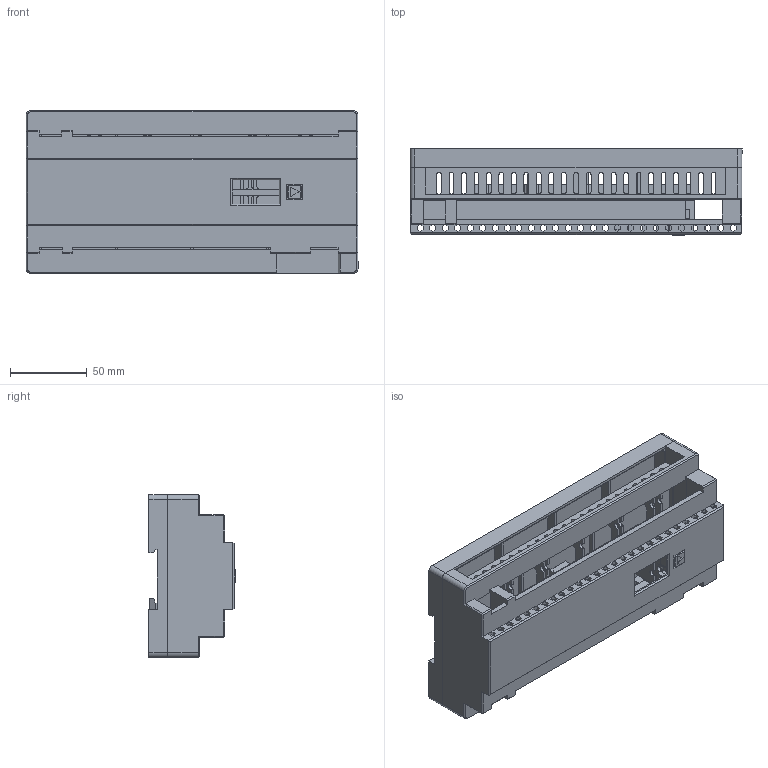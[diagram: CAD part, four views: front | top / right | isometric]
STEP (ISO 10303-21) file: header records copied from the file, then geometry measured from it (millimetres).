
FILE_DESCRIPTION(/* description */ ('Uzupełnij opis PL (Uzupełnij opis EN)'),/* implementation_level */ '2;1');
FILE_NAME(/* name */ 'Case boneIO ESP.stp',/* time_stamp */ '2022-05-18T07:00:17+02:00',/* author */ ('mariusz.rubach'),/* organization */ ('boneIO.eu'),/* preprocessor_version */ 'ST-DEVELOPER v18.1',/* originating_system */ 'Autodesk Inventor 2022',/* authorisation */ '');
FILE_SCHEMA (('AUTOMOTIVE_DESIGN { 1 0 10303 214 3 1 1 }'));
Products named in the file (9): boneIO_ESP_ full assembly; case_back_Expansion_ESP; button; case_front_ESP v0.2; clips v2; lock_pin; AN745 3x20; spacer_relay_24x16A; spacer_relay_32x5A
Assembly tree (13 placements, depth 2):
  boneIO_ESP_ full assembly
    case_back_Expansion_ESP
    button
    case_front_ESP v0.2
    clips v2  x2
    lock_pin  x2
    AN745 3x20  x4
    spacer_relay_24x16A
    spacer_relay_32x5A
Bounding box: 216 x 56.27 x 105.8 mm (x, y, z)
Volume: 254304.2 mm3; surface area: 198089.4 mm2
Topology: 13 solids, 13 shells, 1520 faces, 4489 edges, 2875 vertices
Faces by surface type: plane 1036, cylinder 332, bspline 112, cone 24, torus 12, sphere 4
Full cylindrical faces by diameter (mm): 2.125 x4, 2.5 x8, 2.8 x4, 2.94 x4, 3.5 x4, 5 x1, 5.6 x4, 6.5 x4
Entity records: 63001 total; most frequent: CARTESIAN_POINT 27389, ORIENTED_EDGE 7720, DIRECTION 6916, EDGE_CURVE 3860, LINE 3206, VECTOR 3206, VERTEX_POINT 2469, AXIS2_PLACEMENT_3D 1855
